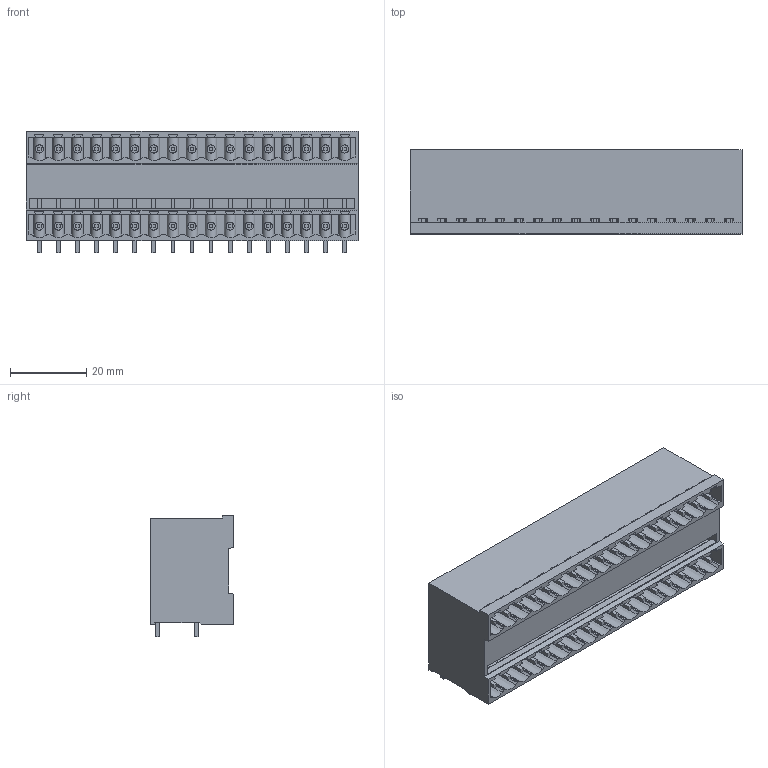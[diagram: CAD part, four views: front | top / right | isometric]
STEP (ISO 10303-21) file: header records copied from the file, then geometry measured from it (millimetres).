
FILE_DESCRIPTION(('CATIA V5R24 STEP','CAx-IF Rec.Pracs.--- Model Styling and Organization---1.4--- 2014-01-23'),'2;1');
FILE_NAME ('D1453487_1_1614500000_1614500000.stp','2021-12-08T07:19:16+00:00',('none'),('Weidmueller'),'CATIA Version 5-6 Release 2016 SP3 HF44','CATIA V5 STEP AP214','none');
FILE_SCHEMA(('AUTOMOTIVE_DESIGN { 1 0 10303 214 1 1 1 1 }'));
Length unit declared in the file: millimetre
Products named in the file (1): 1614500000
Bounding box: 87 x 22 x 31.85 mm (x, y, z)
Volume: 36729.2 mm3; surface area: 25797.9 mm2
Topology: 35 solids, 35 shells, 1486 faces, 4312 edges, 2884 vertices
Faces by surface type: plane 1248, cylinder 204, extrusion 34
Entity records: 47834 total; most frequent: CARTESIAN_POINT 11453, ORIENTED_EDGE 8624, DIRECTION 5635, EDGE_CURVE 4312, VECTOR 3834, LINE 3800, VERTEX_POINT 2884, EDGE_LOOP 1644
